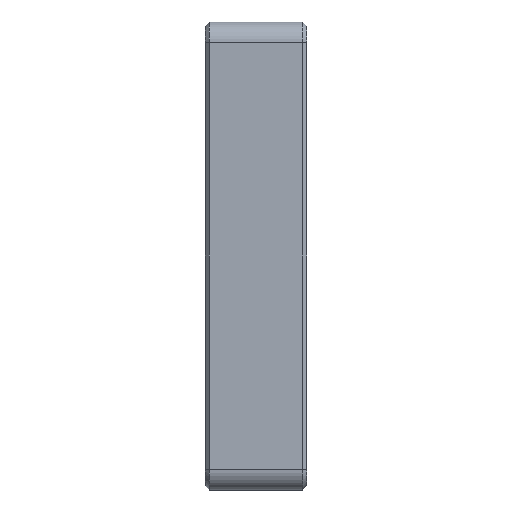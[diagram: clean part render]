
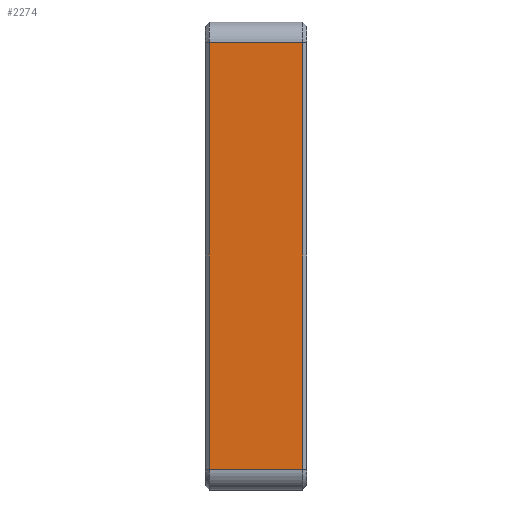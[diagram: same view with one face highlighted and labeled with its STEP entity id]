
A CAD part, left-side view. The second image highlights one B-rep face of the part: STEP entity #2274.
In plain terms, the highlighted planar face has unit normal (-1, 0, 0).
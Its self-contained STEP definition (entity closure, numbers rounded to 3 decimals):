
#244=FACE_OUTER_BOUND('',#383,.T.);
#383=EDGE_LOOP('',(#1586,#1587,#1588,#1589));
#554=LINE('',#3477,#779);
#560=LINE('',#3492,#785);
#562=LINE('',#3498,#787);
#563=LINE('',#3499,#788);
#779=VECTOR('',#2746,10.);
#785=VECTOR('',#2762,10.);
#787=VECTOR('',#2768,10.);
#788=VECTOR('',#2769,10.);
#1004=VERTEX_POINT('',#3470);
#1006=VERTEX_POINT('',#3476);
#1010=VERTEX_POINT('',#3491);
#1012=VERTEX_POINT('',#3497);
#1220=EDGE_CURVE('',#1004,#1006,#554,.T.);
#1228=EDGE_CURVE('',#1006,#1010,#560,.T.);
#1231=EDGE_CURVE('',#1012,#1004,#562,.T.);
#1232=EDGE_CURVE('',#1010,#1012,#563,.T.);
#1586=ORIENTED_EDGE('',*,*,#1220,.F.);
#1587=ORIENTED_EDGE('',*,*,#1231,.F.);
#1588=ORIENTED_EDGE('',*,*,#1232,.F.);
#1589=ORIENTED_EDGE('',*,*,#1228,.F.);
#2202=PLANE('',#2444);
#2274=ADVANCED_FACE('',(#244),#2202,.T.);
#2444=AXIS2_PLACEMENT_3D('',#3496,#2766,#2767);
#2746=DIRECTION('',(0.,0.,-1.));
#2762=DIRECTION('',(0.,1.,0.));
#2766=DIRECTION('center_axis',(-1.,0.,0.));
#2767=DIRECTION('ref_axis',(0.,0.,-1.));
#2768=DIRECTION('',(0.,-1.,0.));
#2769=DIRECTION('',(0.,0.,1.));
#3470=CARTESIAN_POINT('',(-7.5,-14.08,97.75));
#3476=CARTESIAN_POINT('',(-7.5,-14.08,-5.5));
#3477=CARTESIAN_POINT('',(-7.5,-14.08,74.438));
#3491=CARTESIAN_POINT('',(-7.5,8.5,-5.5));
#3492=CARTESIAN_POINT('',(-7.5,-18.43,-5.5));
#3496=CARTESIAN_POINT('Origin',(-7.5,-18.43,102.75));
#3497=CARTESIAN_POINT('',(-7.5,8.5,97.75));
#3498=CARTESIAN_POINT('',(-7.5,-18.43,97.75));
#3499=CARTESIAN_POINT('',(-7.5,8.5,74.438));
